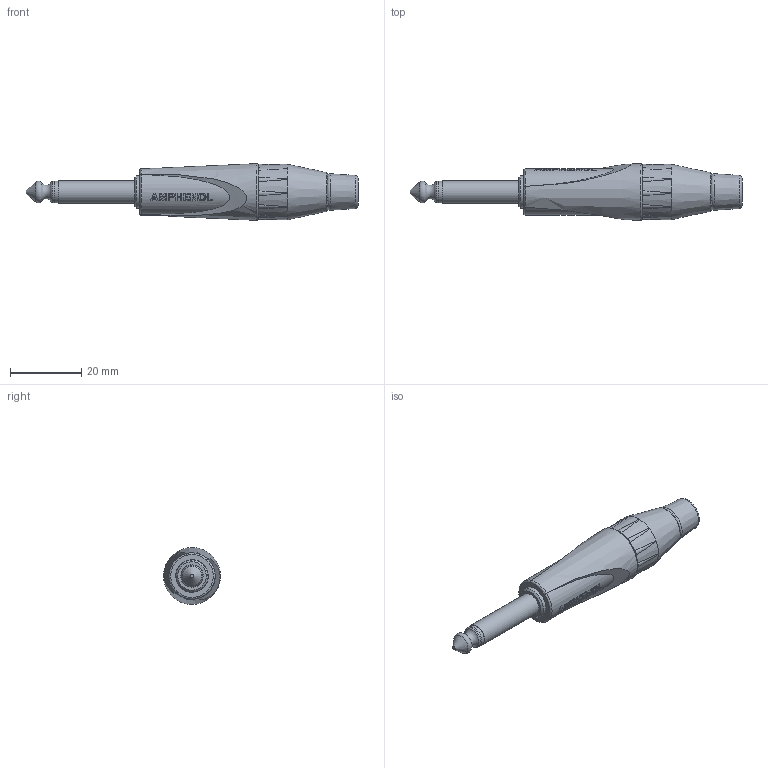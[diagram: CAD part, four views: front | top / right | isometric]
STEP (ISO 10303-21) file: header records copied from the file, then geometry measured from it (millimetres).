
FILE_DESCRIPTION((''),'2;1');
FILE_NAME('TM2PB-AU.stp','2016-10-12T13:57:56',('thien'),(''),'Autodesk Inventor 2012','Autodesk Inventor 2012','');
FILE_SCHEMA(('CONFIG_CONTROL_DESIGN'));
Length unit declared in the file: millimetre
Products named in the file (1): TM2PB-AU
Bounding box: 93.18 x 15.95 x 15.95 mm (x, y, z)
Volume: 5102.9 mm3; surface area: 7385.2 mm2
Topology: 1 solids, 5 shells, 466 faces, 1289 edges, 844 vertices
Faces by surface type: plane 203, cylinder 104, bspline 77, cone 56, torus 26
Full cylindrical faces by diameter (mm): 1.5 x1, 2.05 x4, 3 x2, 3.15 x1, 4 x1, 4.5 x1, 5.9 x1, 6 x1, 6.15 x2, 6.35 x1, 7.4 x1, 7.9 x1, 8.4 x1, 8.5 x1, 9 x1, 9.2 x1, 10.3 x1, 10.5 x1, 11 x1, 13.004 x1, 14.05 x1
Entity records: 28390 total; most frequent: CARTESIAN_POINT 17071, ORIENTED_EDGE 2410, DIRECTION 1910, EDGE_CURVE 1205, VERTEX_POINT 820, AXIS2_PLACEMENT_3D 712, EDGE_LOOP 579, VECTOR 486
